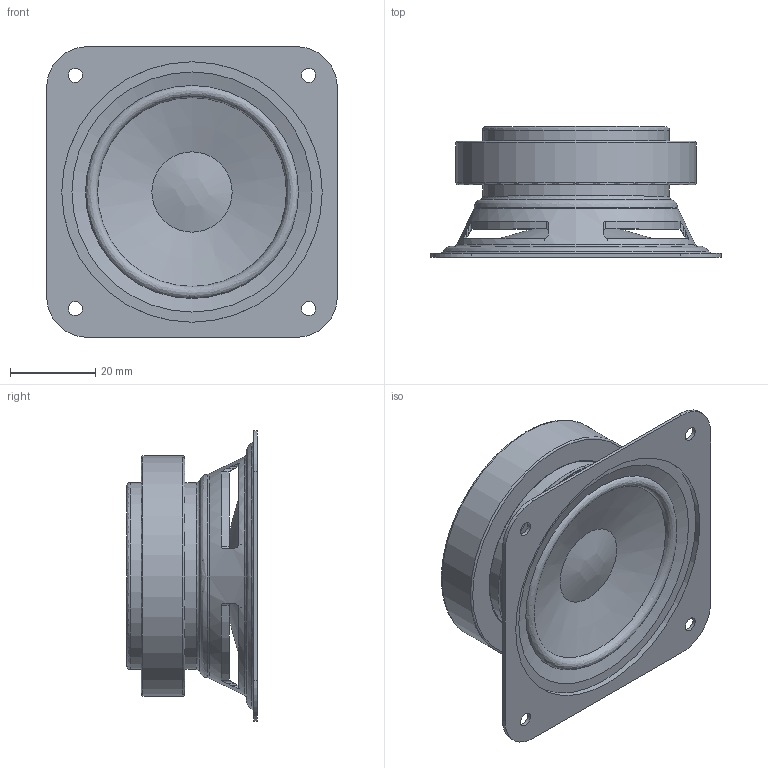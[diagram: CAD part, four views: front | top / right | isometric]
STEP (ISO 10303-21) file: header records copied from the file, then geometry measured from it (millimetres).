
FILE_DESCRIPTION (( 'STEP AP203' ), '1' );
FILE_NAME ('Speaker_large.STEP', '2016-06-07T18:59:28', ( '' ), ( '' ), 'SwSTEP 2.0', 'SolidWorks 2015', '' );
FILE_SCHEMA (( 'CONFIG_CONTROL_DESIGN' ));
Length unit declared in the file: inch
Products named in the file (2): Speaker_large
Bounding box: 68.07 x 30.6 x 68.07 mm (x, y, z)
Volume: 47355.7 mm3; surface area: 21380.6 mm2
Topology: 1 solids, 1 shells, 87 faces, 226 edges, 152 vertices
Faces by surface type: cylinder 40, plane 23, bspline 17, cone 7
Full cylindrical faces by diameter (mm): 3.302 x4, 21.109 x1, 35.964 x1, 43.782 x2, 46.127 x1, 56.291 x1, 60.982 x1, 60.99 x1
Entity records: 3475 total; most frequent: CARTESIAN_POINT 1593, ORIENTED_EDGE 338, DIRECTION 306, EDGE_CURVE 169, EDGE_LOOP 148, VERTEX_POINT 129, AXIS2_PLACEMENT_3D 129, FACE_OUTER_BOUND 114
